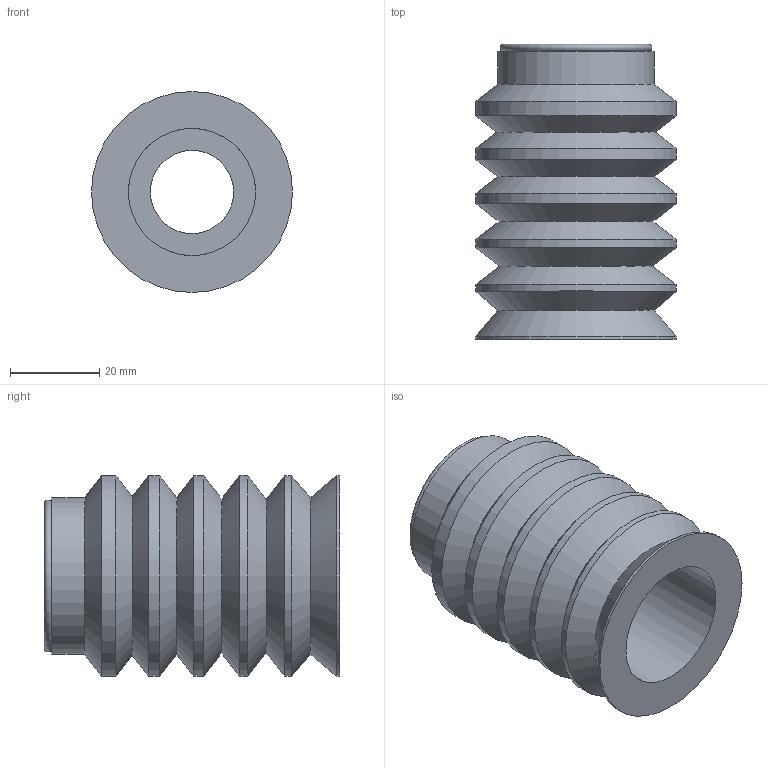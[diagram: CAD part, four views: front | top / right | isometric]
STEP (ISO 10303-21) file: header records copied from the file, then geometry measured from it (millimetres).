
FILE_DESCRIPTION(/* description */ (''),/* implementation_level */ '2;1');
FILE_NAME(/* name */ 'vf45-5sb_rac21r1-2h.stp',/* time_stamp */ '2020-10-27T09:36:04+01:00',/* author */ ('enginyeria'),/* organization */ (''),/* preprocessor_version */ 'ST-DEVELOPER v17.2',/* originating_system */ 'Autodesk Inventor 2019',/* authorisation */ '');
FILE_SCHEMA (('CONFIG_CONTROL_DESIGN'));
Length unit declared in the file: millimetre
Products named in the file (1): Pieza57
Bounding box: 45 x 66.1 x 45 mm (x, y, z)
Volume: 44093.6 mm3; surface area: 19961.2 mm2
Topology: 1 solids, 2 shells, 30 faces, 83 edges, 59 vertices
Faces by surface type: cone 12, cylinder 11, plane 6, torus 1
Full cylindrical faces by diameter (mm): 18.631 x1, 23 x1, 28.5 x2, 35 x1, 45 x6
Entity records: 1110 total; most frequent: DIRECTION 205, CARTESIAN_POINT 173, ORIENTED_EDGE 166, AXIS2_PLACEMENT_3D 91, EDGE_CURVE 83, CIRCLE 60, VERTEX_POINT 59, EDGE_LOOP 36
